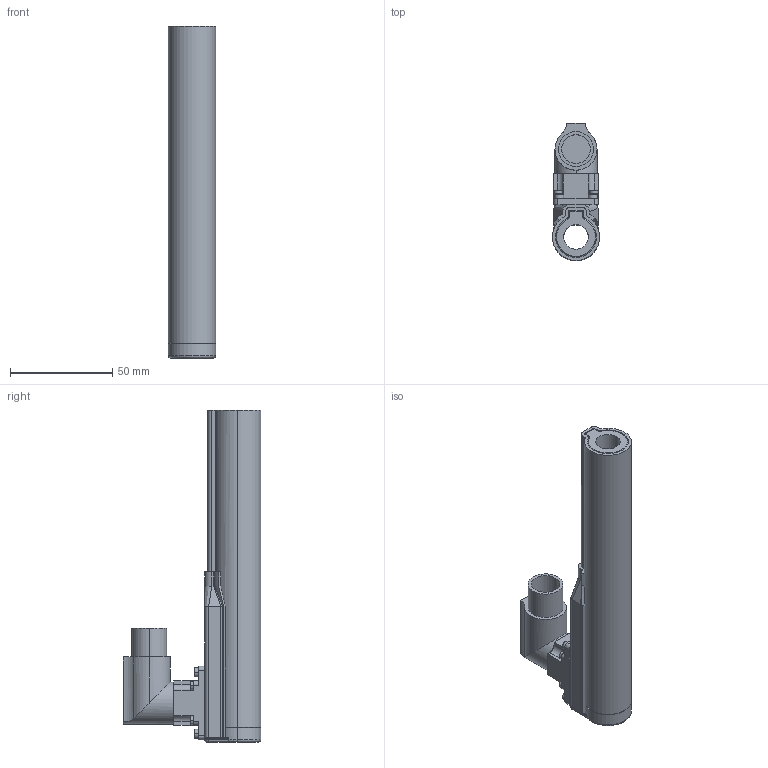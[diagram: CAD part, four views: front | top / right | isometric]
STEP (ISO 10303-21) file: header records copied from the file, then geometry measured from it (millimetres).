
FILE_DESCRIPTION (( 'STEP AP214' ), '1' );
FILE_NAME ('PS01-23x80-R.STEP', '2005-09-15T13:54:53', ( ' ' ), ( ' ' ), 'SwSTEP 2.0', 'SolidWorks 2005037', '' );
FILE_SCHEMA (( 'AUTOMOTIVE_DESIGN' ));
Length unit declared in the file: millimetre
Products named in the file (1): PS01-23x80-R
Bounding box: 23 x 67.25 x 162 mm (x, y, z)
Volume: 82398.1 mm3; surface area: 26187.1 mm2
Topology: 1 solids, 1 shells, 190 faces, 462 edges, 284 vertices
Faces by surface type: plane 83, cylinder 78, cone 12, torus 9, bspline 8
Entity records: 6002 total; most frequent: CARTESIAN_POINT 1109, DIRECTION 1012, ORIENTED_EDGE 920, EDGE_CURVE 460, AXIS2_PLACEMENT_3D 379, VERTEX_POINT 284, VECTOR 254, LINE 254
